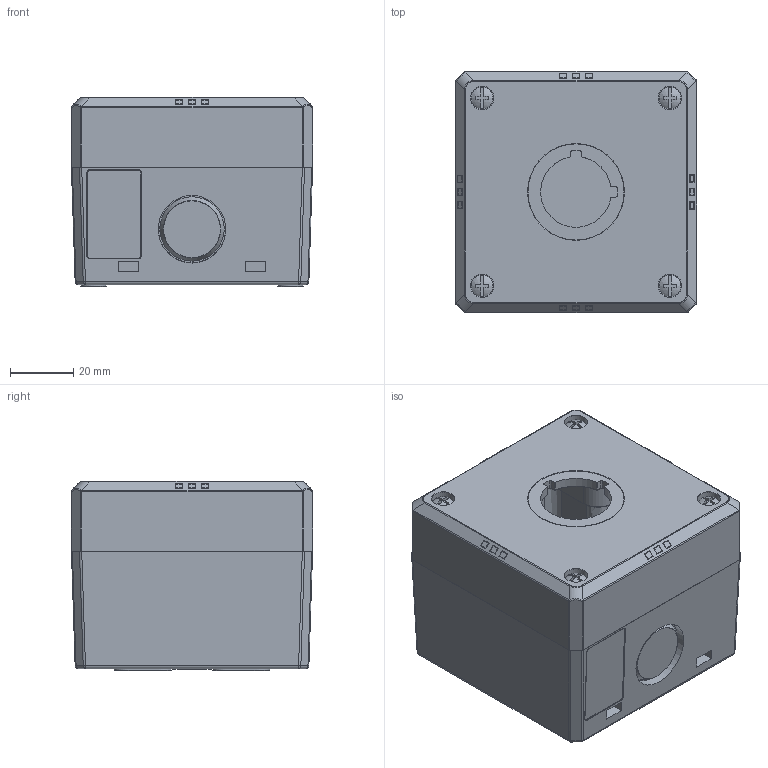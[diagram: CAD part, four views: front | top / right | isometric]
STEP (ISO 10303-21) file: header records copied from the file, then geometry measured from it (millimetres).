
FILE_DESCRIPTION(/* description */ (''),/* implementation_level */ '2;1');
FILE_NAME(/* name */ 'PSB-1.Y.stp',/* time_stamp */ '2024-12-18T21:11:41+07:00',/* author */ ('Omalon'),/* organization */ (''),/* preprocessor_version */ 'ST-DEVELOPER v18.1',/* originating_system */ 'Autodesk Inventor 2021',/* authorisation */ '');
FILE_SCHEMA (('AUTOMOTIVE_DESIGN { 1 0 10303 214 3 1 1 }'));
Products named in the file (4): PSB-1.Y; PSB-1.Y_1; PSB-1.Y_2; Винт 2.M4-6gx32 ГОСТ 
10337-80
Assembly tree (6 placements, depth 2):
  PSB-1.Y
    PSB-1.Y_1
    PSB-1.Y_2
    Винт 2.M4-6gx32 ГОСТ 
10337-80  x4
Bounding box: 76 x 76.01 x 59.6 mm (x, y, z)
Volume: 99626.8 mm3; surface area: 74736.6 mm2
Topology: 6 solids, 6 shells, 2580 faces, 6309 edges, 3871 vertices
Faces by surface type: plane 986, bspline 639, cylinder 587, torus 212, sphere 139, cone 17
Full cylindrical faces by diameter (mm): 1.8 x2, 2.9 x2, 3 x4, 3.2 x4, 3.6 x4, 4 x4, 4.4 x2, 4.6 x8, 4.7 x4, 5 x4, 6.8 x4, 7.2 x4, 14 x1, 15 x1, 21.3 x2, 32 x1
Entity records: 85194 total; most frequent: CARTESIAN_POINT 28315, ORIENTED_EDGE 12192, DIRECTION 10405, EDGE_CURVE 6096, VERTEX_POINT 3769, AXIS2_PLACEMENT_3D 3560, LINE 3285, VECTOR 3285
